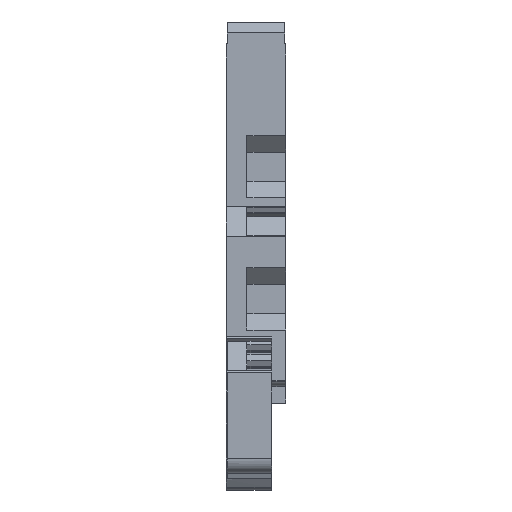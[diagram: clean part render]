
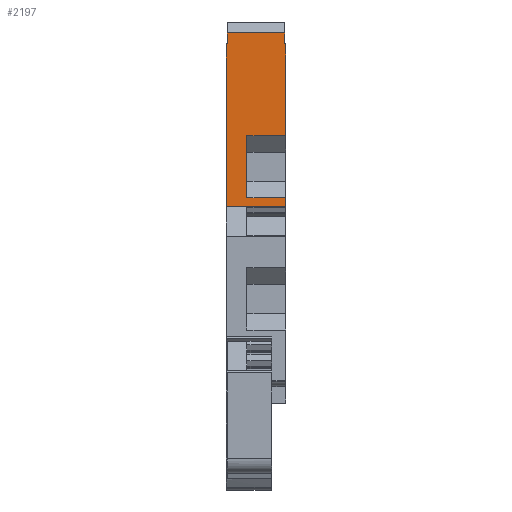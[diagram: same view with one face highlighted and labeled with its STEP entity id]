
A CAD part, front view. The second image highlights one B-rep face of the part: STEP entity #2197.
In plain terms, the highlighted planar face has unit normal (0, -1, 0).
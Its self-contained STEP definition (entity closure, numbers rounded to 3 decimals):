
#2113=AXIS2_PLACEMENT_3D('Plane Axis2P3D',#2110,#2111,#2112) ;
#313=CARTESIAN_POINT('Vertex',(0.,27.975,38.745)) ;
#316=CARTESIAN_POINT('Line Origine',(0.,27.975,49.895)) ;
#320=CARTESIAN_POINT('Vertex',(0.,27.975,61.045)) ;
#2033=CARTESIAN_POINT('Vertex',(8.1,27.975,38.745)) ;
#2036=CARTESIAN_POINT('Line Origine',(4.05,27.975,38.745)) ;
#2110=CARTESIAN_POINT('Axis2P3D Location',(0.,27.975,39.995)) ;
#2115=CARTESIAN_POINT('Line Origine',(0.1,27.975,61.795)) ;
#2119=CARTESIAN_POINT('Vertex',(0.1,27.975,62.545)) ;
#2121=CARTESIAN_POINT('Vertex',(0.1,27.975,61.045)) ;
#2124=CARTESIAN_POINT('Line Origine',(0.05,27.975,61.045)) ;
#2129=CARTESIAN_POINT('Line Origine',(8.1,27.975,39.37)) ;
#2133=CARTESIAN_POINT('Vertex',(8.1,27.975,39.995)) ;
#2136=CARTESIAN_POINT('Line Origine',(5.45,27.975,39.995)) ;
#2140=CARTESIAN_POINT('Vertex',(2.8,27.975,39.995)) ;
#2143=CARTESIAN_POINT('Line Origine',(2.8,27.975,44.245)) ;
#2147=CARTESIAN_POINT('Vertex',(2.8,27.975,48.495)) ;
#2150=CARTESIAN_POINT('Line Origine',(5.45,27.975,48.495)) ;
#2154=CARTESIAN_POINT('Vertex',(8.1,27.975,48.495)) ;
#2157=CARTESIAN_POINT('Line Origine',(8.1,27.975,54.77)) ;
#2161=CARTESIAN_POINT('Vertex',(8.1,27.975,61.045)) ;
#2164=CARTESIAN_POINT('Line Origine',(8.05,27.975,61.045)) ;
#2168=CARTESIAN_POINT('Vertex',(8.,27.975,61.045)) ;
#2171=CARTESIAN_POINT('Line Origine',(8.,27.975,61.795)) ;
#2175=CARTESIAN_POINT('Vertex',(8.,27.975,62.545)) ;
#2178=CARTESIAN_POINT('Line Origine',(4.05,27.975,62.545)) ;
#317=DIRECTION('Vector Direction',(0.,0.,-1.)) ;
#2037=DIRECTION('Vector Direction',(1.,0.,0.)) ;
#2111=DIRECTION('Axis2P3D Direction',(0.,-1.,0.)) ;
#2112=DIRECTION('Axis2P3D XDirection',(0.,0.,-1.)) ;
#2116=DIRECTION('Vector Direction',(0.,0.,-1.)) ;
#2125=DIRECTION('Vector Direction',(-1.,0.,0.)) ;
#2130=DIRECTION('Vector Direction',(0.,0.,1.)) ;
#2137=DIRECTION('Vector Direction',(-1.,0.,0.)) ;
#2144=DIRECTION('Vector Direction',(0.,0.,1.)) ;
#2151=DIRECTION('Vector Direction',(1.,0.,0.)) ;
#2158=DIRECTION('Vector Direction',(0.,0.,1.)) ;
#2165=DIRECTION('Vector Direction',(1.,0.,0.)) ;
#2172=DIRECTION('Vector Direction',(0.,0.,-1.)) ;
#2179=DIRECTION('Vector Direction',(-1.,0.,0.)) ;
#318=VECTOR('Line Direction',#317,1.) ;
#2038=VECTOR('Line Direction',#2037,1.) ;
#2117=VECTOR('Line Direction',#2116,1.) ;
#2126=VECTOR('Line Direction',#2125,1.) ;
#2131=VECTOR('Line Direction',#2130,1.) ;
#2138=VECTOR('Line Direction',#2137,1.) ;
#2145=VECTOR('Line Direction',#2144,1.) ;
#2152=VECTOR('Line Direction',#2151,1.) ;
#2159=VECTOR('Line Direction',#2158,1.) ;
#2166=VECTOR('Line Direction',#2165,1.) ;
#2173=VECTOR('Line Direction',#2172,1.) ;
#2180=VECTOR('Line Direction',#2179,1.) ;
#2184=ORIENTED_EDGE('',*,*,#2123,.T.) ;
#2185=ORIENTED_EDGE('',*,*,#2128,.T.) ;
#2186=ORIENTED_EDGE('',*,*,#322,.T.) ;
#2187=ORIENTED_EDGE('',*,*,#2040,.T.) ;
#2188=ORIENTED_EDGE('',*,*,#2135,.T.) ;
#2189=ORIENTED_EDGE('',*,*,#2142,.T.) ;
#2190=ORIENTED_EDGE('',*,*,#2149,.T.) ;
#2191=ORIENTED_EDGE('',*,*,#2156,.T.) ;
#2192=ORIENTED_EDGE('',*,*,#2163,.T.) ;
#2193=ORIENTED_EDGE('',*,*,#2170,.F.) ;
#2194=ORIENTED_EDGE('',*,*,#2177,.F.) ;
#2195=ORIENTED_EDGE('',*,*,#2182,.T.) ;
#2197=ADVANCED_FACE('Koerper.2',(#2196),#2114,.T.) ;
#322=EDGE_CURVE('',#321,#314,#319,.T.) ;
#2040=EDGE_CURVE('',#314,#2034,#2039,.T.) ;
#2123=EDGE_CURVE('',#2120,#2122,#2118,.T.) ;
#2128=EDGE_CURVE('',#2122,#321,#2127,.T.) ;
#2135=EDGE_CURVE('',#2034,#2134,#2132,.T.) ;
#2142=EDGE_CURVE('',#2134,#2141,#2139,.T.) ;
#2149=EDGE_CURVE('',#2141,#2148,#2146,.T.) ;
#2156=EDGE_CURVE('',#2148,#2155,#2153,.T.) ;
#2163=EDGE_CURVE('',#2155,#2162,#2160,.T.) ;
#2170=EDGE_CURVE('',#2169,#2162,#2167,.T.) ;
#2177=EDGE_CURVE('',#2176,#2169,#2174,.T.) ;
#2182=EDGE_CURVE('',#2176,#2120,#2181,.T.) ;
#2183=EDGE_LOOP('',(#2184,#2185,#2186,#2187,#2188,#2189,#2190,#2191,#2192,#2193,#2194,#2195)) ;
#2196=FACE_OUTER_BOUND('',#2183,.T.) ;
#319=LINE('Line',#316,#318) ;
#2039=LINE('Line',#2036,#2038) ;
#2118=LINE('Line',#2115,#2117) ;
#2127=LINE('Line',#2124,#2126) ;
#2132=LINE('Line',#2129,#2131) ;
#2139=LINE('Line',#2136,#2138) ;
#2146=LINE('Line',#2143,#2145) ;
#2153=LINE('Line',#2150,#2152) ;
#2160=LINE('Line',#2157,#2159) ;
#2167=LINE('Line',#2164,#2166) ;
#2174=LINE('Line',#2171,#2173) ;
#2181=LINE('Line',#2178,#2180) ;
#2114=PLANE('',#2113) ;
#314=VERTEX_POINT('',#313) ;
#321=VERTEX_POINT('',#320) ;
#2034=VERTEX_POINT('',#2033) ;
#2120=VERTEX_POINT('',#2119) ;
#2122=VERTEX_POINT('',#2121) ;
#2134=VERTEX_POINT('',#2133) ;
#2141=VERTEX_POINT('',#2140) ;
#2148=VERTEX_POINT('',#2147) ;
#2155=VERTEX_POINT('',#2154) ;
#2162=VERTEX_POINT('',#2161) ;
#2169=VERTEX_POINT('',#2168) ;
#2176=VERTEX_POINT('',#2175) ;
